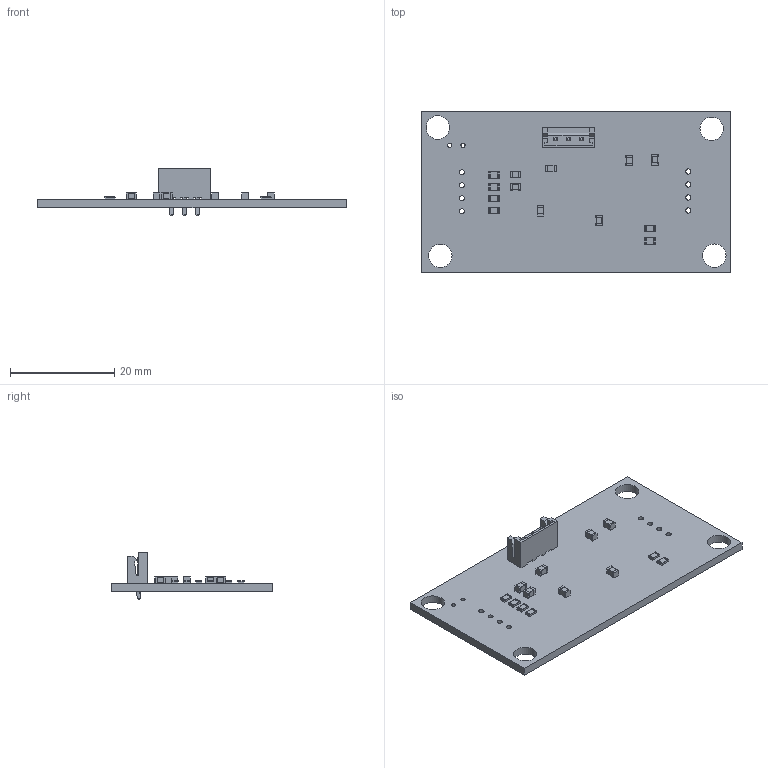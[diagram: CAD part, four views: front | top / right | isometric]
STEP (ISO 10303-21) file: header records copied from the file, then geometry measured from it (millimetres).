
FILE_DESCRIPTION(('KiCad electronic assembly'),'2;1');
FILE_NAME('Lodcell_Bryan.step','2024-11-07T19:09:11',('Pcbnew'),('Kicad' ),'Open CASCADE STEP processor 7.7','KiCad to STEP converter', 'Unknown');
FILE_SCHEMA(('AUTOMOTIVE_DESIGN { 1 0 10303 214 1 1 1 1 }'));
Length unit declared in the file: millimetre
Products named in the file (8): Lodcell_Bryan 1; R_0805_2012Metric; JST_EH_B3B-EH-A_1x03_P2.50mm_Vertical; JST_B3B_EH_A; C_0805_2012Metric; Lodcell_Bryan_PCB
Assembly tree (18 placements, depth 3):
  Lodcell_Bryan 1
    R_0805_2012Metric  x6
      R_0805_2012Metric
    JST_EH_B3B-EH-A_1x03_P2.50mm_Vertical
      JST_B3B_EH_A
    C_0805_2012Metric  x7
      C_0805_2012Metric
    Lodcell_Bryan_PCB
Bounding box: 59.25 x 31.02 x 9.2 mm (x, y, z)
Volume: 2947.3 mm3; surface area: 4445.6 mm2
Topology: 15 solids, 15 shells, 479 faces, 1247 edges, 818 vertices
Faces by surface type: plane 330, cylinder 149
Full cylindrical faces by diameter (mm): 0.8 x2, 0.95 x3, 0.991 x8, 4.5 x4
Entity records: 6913 total; most frequent: CARTESIAN_POINT 985, ORIENTED_EDGE 950, DIRECTION 949, EDGE_CURVE 475, LINE 401, VECTOR 401, VERTEX_POINT 310, AXIS2_PLACEMENT_3D 274
